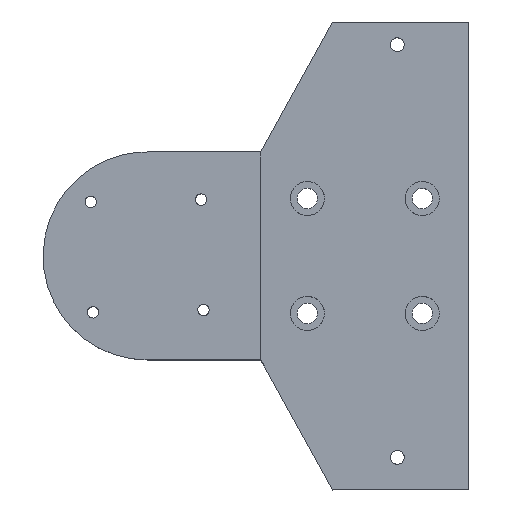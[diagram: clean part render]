
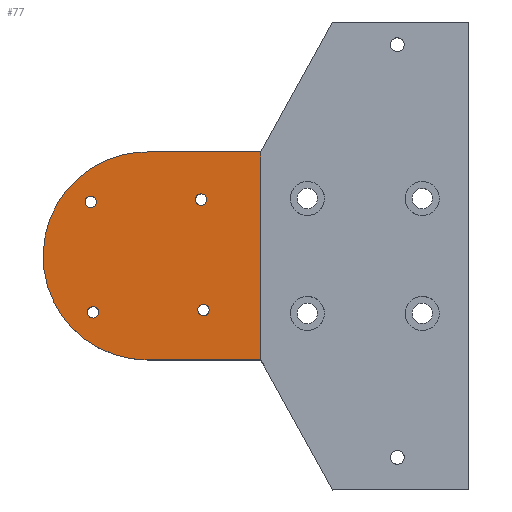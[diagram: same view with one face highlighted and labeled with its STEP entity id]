
A CAD part, top view. The second image highlights one B-rep face of the part: STEP entity #77.
In plain terms, the highlighted planar face has unit normal (0, 0, 1).
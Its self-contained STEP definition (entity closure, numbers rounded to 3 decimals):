
#38=FACE_BOUND('',#214,.T.);
#39=FACE_BOUND('',#215,.T.);
#40=FACE_BOUND('',#216,.T.);
#41=FACE_BOUND('',#217,.T.);
#77=ADVANCED_FACE('',(#133,#38,#39,#40,#41),#917,.T.);
#133=FACE_OUTER_BOUND('',#213,.T.);
#213=EDGE_LOOP('',(#414,#415,#416,#417));
#214=EDGE_LOOP('',(#418,#419));
#215=EDGE_LOOP('',(#420,#421));
#216=EDGE_LOOP('',(#422,#423));
#217=EDGE_LOOP('',(#424,#425));
#414=ORIENTED_EDGE('',*,*,#523,.T.);
#415=ORIENTED_EDGE('',*,*,#550,.T.);
#416=ORIENTED_EDGE('',*,*,#578,.F.);
#417=ORIENTED_EDGE('',*,*,#553,.T.);
#418=ORIENTED_EDGE('',*,*,#611,.F.);
#419=ORIENTED_EDGE('',*,*,#554,.F.);
#420=ORIENTED_EDGE('',*,*,#614,.F.);
#421=ORIENTED_EDGE('',*,*,#556,.F.);
#422=ORIENTED_EDGE('',*,*,#617,.F.);
#423=ORIENTED_EDGE('',*,*,#558,.F.);
#424=ORIENTED_EDGE('',*,*,#620,.F.);
#425=ORIENTED_EDGE('',*,*,#560,.F.);
#523=EDGE_CURVE('',#778,#785,#732,.T.);
#550=EDGE_CURVE('',#785,#803,#743,.T.);
#553=EDGE_CURVE('',#805,#778,#745,.T.);
#554=EDGE_CURVE('',#806,#842,#657,.T.);
#556=EDGE_CURVE('',#807,#844,#658,.T.);
#558=EDGE_CURVE('',#808,#846,#659,.T.);
#560=EDGE_CURVE('',#809,#848,#660,.T.);
#578=EDGE_CURVE('',#805,#803,#673,.T.);
#611=EDGE_CURVE('',#842,#806,#695,.T.);
#614=EDGE_CURVE('',#844,#807,#697,.T.);
#617=EDGE_CURVE('',#846,#808,#699,.T.);
#620=EDGE_CURVE('',#848,#809,#701,.T.);
#657=(
BOUNDED_CURVE()
B_SPLINE_CURVE(2,(#1412,#1413,#1414,#1415,#1416),.UNSPECIFIED.,.F.,.F.)
B_SPLINE_CURVE_WITH_KNOTS((3,2,3),(-10.996,-8.247,
-5.498),.UNSPECIFIED.)
CURVE()
GEOMETRIC_REPRESENTATION_ITEM()
RATIONAL_B_SPLINE_CURVE((1.,0.707,1.,0.707,1.))
REPRESENTATION_ITEM('')
);
#658=(
BOUNDED_CURVE()
B_SPLINE_CURVE(2,(#1419,#1420,#1421,#1422,#1423),.UNSPECIFIED.,.F.,.F.)
B_SPLINE_CURVE_WITH_KNOTS((3,2,3),(-10.996,-8.247,
-5.498),.UNSPECIFIED.)
CURVE()
GEOMETRIC_REPRESENTATION_ITEM()
RATIONAL_B_SPLINE_CURVE((1.,0.707,1.,0.707,1.))
REPRESENTATION_ITEM('')
);
#659=(
BOUNDED_CURVE()
B_SPLINE_CURVE(2,(#1426,#1427,#1428,#1429,#1430),.UNSPECIFIED.,.F.,.F.)
B_SPLINE_CURVE_WITH_KNOTS((3,2,3),(-10.996,-8.247,
-5.498),.UNSPECIFIED.)
CURVE()
GEOMETRIC_REPRESENTATION_ITEM()
RATIONAL_B_SPLINE_CURVE((1.,0.707,1.,0.707,1.))
REPRESENTATION_ITEM('')
);
#660=(
BOUNDED_CURVE()
B_SPLINE_CURVE(2,(#1433,#1434,#1435,#1436,#1437),.UNSPECIFIED.,.F.,.F.)
B_SPLINE_CURVE_WITH_KNOTS((3,2,3),(-10.996,-8.247,
-5.498),.UNSPECIFIED.)
CURVE()
GEOMETRIC_REPRESENTATION_ITEM()
RATIONAL_B_SPLINE_CURVE((1.,0.707,1.,0.707,1.))
REPRESENTATION_ITEM('')
);
#673=(
BOUNDED_CURVE()
B_SPLINE_CURVE(2,(#1508,#1509,#1510,#1511,#1512,#1513,#1514),
 .UNSPECIFIED.,.F.,.F.)
B_SPLINE_CURVE_WITH_KNOTS((3,2,2,3),(-1250.425,-1005.31,
-502.655,-245.116),.UNSPECIFIED.)
CURVE()
GEOMETRIC_REPRESENTATION_ITEM()
RATIONAL_B_SPLINE_CURVE((1.,0.928,1.,0.707,1.,0.92,
1.))
REPRESENTATION_ITEM('')
);
#695=(
BOUNDED_CURVE()
B_SPLINE_CURVE(2,(#1644,#1645,#1646,#1647,#1648),.UNSPECIFIED.,.F.,.F.)
B_SPLINE_CURVE_WITH_KNOTS((3,2,3),(-5.498,-2.749,
0.),.UNSPECIFIED.)
CURVE()
GEOMETRIC_REPRESENTATION_ITEM()
RATIONAL_B_SPLINE_CURVE((1.,0.707,1.,0.707,1.))
REPRESENTATION_ITEM('')
);
#697=(
BOUNDED_CURVE()
B_SPLINE_CURVE(2,(#1656,#1657,#1658,#1659,#1660),.UNSPECIFIED.,.F.,.F.)
B_SPLINE_CURVE_WITH_KNOTS((3,2,3),(-5.498,-2.749,
0.),.UNSPECIFIED.)
CURVE()
GEOMETRIC_REPRESENTATION_ITEM()
RATIONAL_B_SPLINE_CURVE((1.,0.707,1.,0.707,1.))
REPRESENTATION_ITEM('')
);
#699=(
BOUNDED_CURVE()
B_SPLINE_CURVE(2,(#1668,#1669,#1670,#1671,#1672),.UNSPECIFIED.,.F.,.F.)
B_SPLINE_CURVE_WITH_KNOTS((3,2,3),(-5.498,-2.749,
0.),.UNSPECIFIED.)
CURVE()
GEOMETRIC_REPRESENTATION_ITEM()
RATIONAL_B_SPLINE_CURVE((1.,0.707,1.,0.707,1.))
REPRESENTATION_ITEM('')
);
#701=(
BOUNDED_CURVE()
B_SPLINE_CURVE(2,(#1680,#1681,#1682,#1683,#1684),.UNSPECIFIED.,.F.,.F.)
B_SPLINE_CURVE_WITH_KNOTS((3,2,3),(-5.498,-2.749,
0.),.UNSPECIFIED.)
CURVE()
GEOMETRIC_REPRESENTATION_ITEM()
RATIONAL_B_SPLINE_CURVE((1.,0.707,1.,0.707,1.))
REPRESENTATION_ITEM('')
);
#732=B_SPLINE_CURVE_WITH_KNOTS('',1,(#1302,#1303),.UNSPECIFIED.,.F.,.F.,
(2,2),(145.778,174.222),.UNSPECIFIED.);
#743=B_SPLINE_CURVE_WITH_KNOTS('',1,(#1404,#1405),.UNSPECIFIED.,.F.,.F.,
(2,2),(-1040.31,-1005.31),.UNSPECIFIED.);
#745=B_SPLINE_CURVE_WITH_KNOTS('',1,(#1410,#1411),.UNSPECIFIED.,.F.,.F.,
(2,2),(0.,35.),.UNSPECIFIED.);
#778=VERTEX_POINT('',#1184);
#785=VERTEX_POINT('',#1191);
#803=VERTEX_POINT('',#1209);
#805=VERTEX_POINT('',#1211);
#806=VERTEX_POINT('',#1212);
#807=VERTEX_POINT('',#1213);
#808=VERTEX_POINT('',#1214);
#809=VERTEX_POINT('',#1215);
#842=VERTEX_POINT('',#1248);
#844=VERTEX_POINT('',#1250);
#846=VERTEX_POINT('',#1252);
#848=VERTEX_POINT('',#1254);
#917=PLANE('',#1041);
#1041=AXIS2_PLACEMENT_3D('',#1159,#1100,$);
#1100=DIRECTION('',(0.,0.,1.));
#1159=CARTESIAN_POINT('',(-0.67,40.,12.));
#1184=CARTESIAN_POINT('',(67.,40.,12.));
#1191=CARTESIAN_POINT('',(67.,104.,12.));
#1209=CARTESIAN_POINT('',(32.,104.,12.));
#1211=CARTESIAN_POINT('',(32.,40.,12.));
#1212=CARTESIAN_POINT('',(14.14,53.393,12.));
#1213=CARTESIAN_POINT('',(48.133,54.089,12.));
#1214=CARTESIAN_POINT('',(47.437,88.082,12.));
#1215=CARTESIAN_POINT('',(13.444,87.386,12.));
#1248=CARTESIAN_POINT('',(16.563,55.918,12.));
#1250=CARTESIAN_POINT('',(50.556,56.614,12.));
#1252=CARTESIAN_POINT('',(49.86,90.607,12.));
#1254=CARTESIAN_POINT('',(15.867,89.911,12.));
#1302=CARTESIAN_POINT('',(67.,40.,12.));
#1303=CARTESIAN_POINT('',(67.,104.,12.));
#1404=CARTESIAN_POINT('',(67.,104.,12.));
#1405=CARTESIAN_POINT('',(32.,104.,12.));
#1410=CARTESIAN_POINT('',(32.,40.,12.));
#1411=CARTESIAN_POINT('',(67.,40.,12.));
#1412=CARTESIAN_POINT('',(14.14,53.393,12.));
#1413=CARTESIAN_POINT('',(15.402,52.181,12.));
#1414=CARTESIAN_POINT('',(16.614,53.444,12.));
#1415=CARTESIAN_POINT('',(17.826,54.706,12.));
#1416=CARTESIAN_POINT('',(16.563,55.918,12.));
#1419=CARTESIAN_POINT('',(48.133,54.089,12.));
#1420=CARTESIAN_POINT('',(49.395,52.877,12.));
#1421=CARTESIAN_POINT('',(50.607,54.14,12.));
#1422=CARTESIAN_POINT('',(51.819,55.402,12.));
#1423=CARTESIAN_POINT('',(50.556,56.614,12.));
#1426=CARTESIAN_POINT('',(47.437,88.082,12.));
#1427=CARTESIAN_POINT('',(48.699,86.87,12.));
#1428=CARTESIAN_POINT('',(49.911,88.133,12.));
#1429=CARTESIAN_POINT('',(51.123,89.395,12.));
#1430=CARTESIAN_POINT('',(49.86,90.607,12.));
#1433=CARTESIAN_POINT('',(13.444,87.386,12.));
#1434=CARTESIAN_POINT('',(14.706,86.174,12.));
#1435=CARTESIAN_POINT('',(15.918,87.437,12.));
#1436=CARTESIAN_POINT('',(17.13,88.699,12.));
#1437=CARTESIAN_POINT('',(15.867,89.911,12.));
#1508=CARTESIAN_POINT('',(32.,40.,12.));
#1509=CARTESIAN_POINT('',(19.127,40.,12.));
#1510=CARTESIAN_POINT('',(9.841,48.914,12.));
#1511=CARTESIAN_POINT('',(-13.245,71.073,12.));
#1512=CARTESIAN_POINT('',(8.914,94.159,12.));
#1513=CARTESIAN_POINT('',(18.36,104.,12.));
#1514=CARTESIAN_POINT('',(32.,104.,12.));
#1644=CARTESIAN_POINT('',(16.563,55.918,12.));
#1645=CARTESIAN_POINT('',(15.301,57.13,12.));
#1646=CARTESIAN_POINT('',(14.089,55.867,12.));
#1647=CARTESIAN_POINT('',(12.877,54.605,12.));
#1648=CARTESIAN_POINT('',(14.14,53.393,12.));
#1656=CARTESIAN_POINT('',(50.556,56.614,12.));
#1657=CARTESIAN_POINT('',(49.294,57.826,12.));
#1658=CARTESIAN_POINT('',(48.082,56.563,12.));
#1659=CARTESIAN_POINT('',(46.87,55.301,12.));
#1660=CARTESIAN_POINT('',(48.133,54.089,12.));
#1668=CARTESIAN_POINT('',(49.86,90.607,12.));
#1669=CARTESIAN_POINT('',(48.598,91.819,12.));
#1670=CARTESIAN_POINT('',(47.386,90.556,12.));
#1671=CARTESIAN_POINT('',(46.174,89.294,12.));
#1672=CARTESIAN_POINT('',(47.437,88.082,12.));
#1680=CARTESIAN_POINT('',(15.867,89.911,12.));
#1681=CARTESIAN_POINT('',(14.605,91.123,12.));
#1682=CARTESIAN_POINT('',(13.393,89.86,12.));
#1683=CARTESIAN_POINT('',(12.181,88.598,12.));
#1684=CARTESIAN_POINT('',(13.444,87.386,12.));
